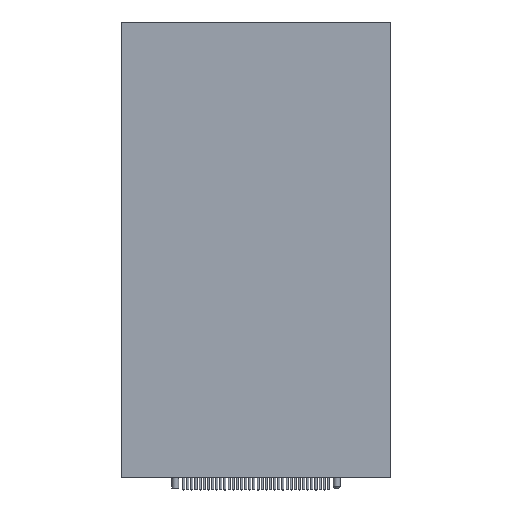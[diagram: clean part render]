
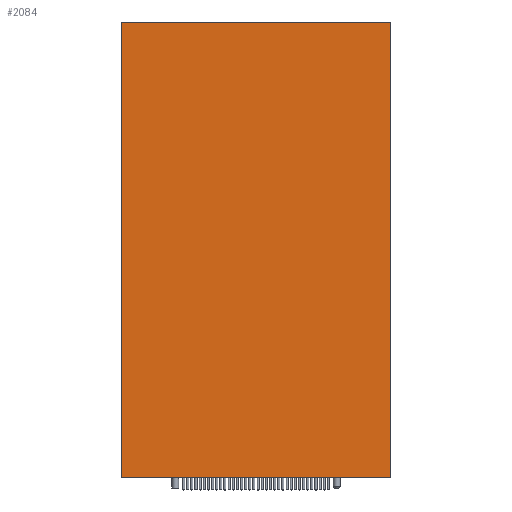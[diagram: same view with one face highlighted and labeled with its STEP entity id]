
A CAD part, top view. The second image highlights one B-rep face of the part: STEP entity #2084.
In plain terms, the highlighted planar face has unit normal (0, 0, 1).
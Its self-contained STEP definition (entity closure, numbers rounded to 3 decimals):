
#208=ORIENTED_EDGE('',*,*,#464,.F.);
#209=ORIENTED_EDGE('',*,*,#469,.F.);
#210=ORIENTED_EDGE('',*,*,#466,.F.);
#211=ORIENTED_EDGE('',*,*,#456,.F.);
#456=EDGE_CURVE('',#589,#590,#716,.T.);
#464=EDGE_CURVE('',#596,#589,#724,.T.);
#466=EDGE_CURVE('',#590,#598,#726,.T.);
#469=EDGE_CURVE('',#598,#596,#729,.T.);
#589=VERTEX_POINT('',#2888);
#590=VERTEX_POINT('',#2890);
#596=VERTEX_POINT('',#2904);
#598=VERTEX_POINT('',#2910);
#716=LINE('',#2889,#752);
#724=LINE('',#2905,#760);
#726=LINE('',#2909,#762);
#729=LINE('',#2914,#765);
#752=VECTOR('',#2424,1000.);
#760=VECTOR('',#2434,1000.);
#762=VECTOR('',#2438,1000.);
#765=VECTOR('',#2443,1000.);
#791=EDGE_LOOP('',(#208,#209,#210,#211));
#1003=FACE_BOUND('',#791,.T.);
#1220=PLANE('',#2209);
#2084=ADVANCED_FACE('',(#1003),#1220,.F.);
#2209=AXIS2_PLACEMENT_3D('',#2915,#2444,#2445);
#2424=DIRECTION('',(-1.,0.,0.));
#2434=DIRECTION('',(0.,-1.,0.));
#2438=DIRECTION('',(0.,1.,0.));
#2443=DIRECTION('',(1.,0.,0.));
#2444=DIRECTION('',(0.,0.,-1.));
#2445=DIRECTION('',(-1.,0.,0.));
#2888=CARTESIAN_POINT('',(41.275,-69.85,7.75));
#2889=CARTESIAN_POINT('',(41.275,-69.85,7.75));
#2890=CARTESIAN_POINT('',(-41.275,-69.85,7.75));
#2904=CARTESIAN_POINT('',(41.275,69.85,7.75));
#2905=CARTESIAN_POINT('',(41.275,69.85,7.75));
#2909=CARTESIAN_POINT('',(-41.275,-69.85,7.75));
#2910=CARTESIAN_POINT('',(-41.275,69.85,7.75));
#2914=CARTESIAN_POINT('',(-41.275,69.85,7.75));
#2915=CARTESIAN_POINT('',(0.,0.,7.75));
